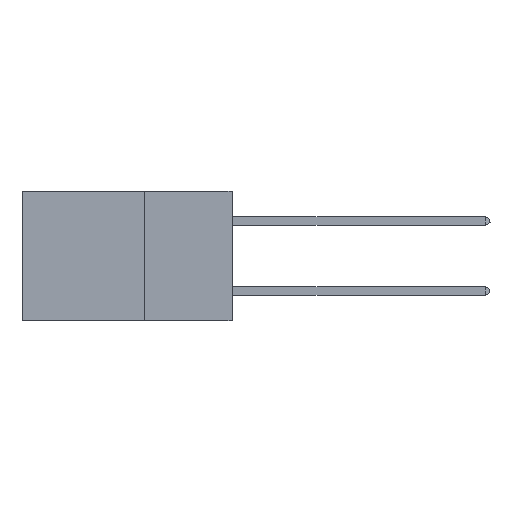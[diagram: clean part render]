
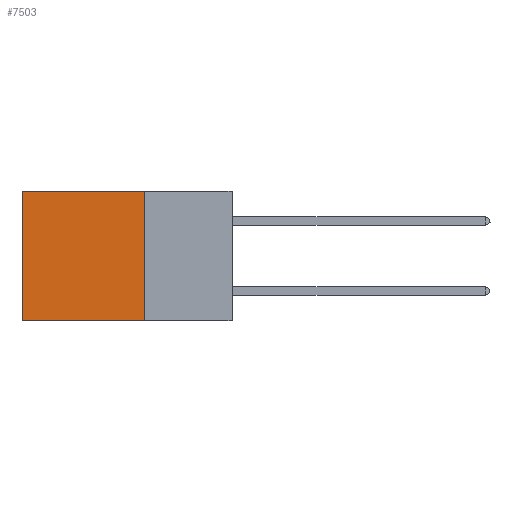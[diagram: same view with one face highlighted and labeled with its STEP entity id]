
A CAD part, left-side view. The second image highlights one B-rep face of the part: STEP entity #7503.
In plain terms, the highlighted planar face has unit normal (-1, 0, 0).
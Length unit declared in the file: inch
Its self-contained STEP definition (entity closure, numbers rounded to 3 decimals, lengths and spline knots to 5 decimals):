
#4590 = FACE_OUTER_BOUND ( 'NONE', #5900, .T. ) ;
#4862 = AXIS2_PLACEMENT_3D ( 'NONE', #18524, #12790, #5012 ) ;
#4986 = VECTOR ( 'NONE', #6149, 39.37008 ) ;
#5006 = CARTESIAN_POINT ( 'NONE',  ( 0.2875, 0.6, -0.37 ) ) ;
#5012 = DIRECTION ( 'NONE',  ( 0., 0., -1. ) ) ;
#5900 = EDGE_LOOP ( 'NONE', ( #19265, #34577, #32381, #14227 ) ) ;
#6149 = DIRECTION ( 'NONE',  ( 0., 0., -1. ) ) ;
#6404 = CARTESIAN_POINT ( 'NONE',  ( 0.2875, 0.25, -0.37 ) ) ;
#7503 = ADVANCED_FACE ( 'NONE', ( #4590 ), #29415, .F. ) ;
#7818 = VERTEX_POINT ( 'NONE', #6404 ) ;
#10527 = EDGE_CURVE ( 'NONE', #13682, #21022, #12366, .T. ) ;
#11483 = VECTOR ( 'NONE', #22593, 39.37008 ) ;
#12366 = LINE ( 'NONE', #17069, #11483 ) ;
#12614 = EDGE_CURVE ( 'NONE', #14533, #13682, #28038, .T. ) ;
#12790 = DIRECTION ( 'NONE',  ( 1., 0., 0. ) ) ;
#13682 = VERTEX_POINT ( 'NONE', #14678 ) ;
#14227 = ORIENTED_EDGE ( 'NONE', *, *, #12614, .T. ) ;
#14533 = VERTEX_POINT ( 'NONE', #19761 ) ;
#14678 = CARTESIAN_POINT ( 'NONE',  ( 0.2875, 0.6, 0. ) ) ;
#17069 = CARTESIAN_POINT ( 'NONE',  ( 0.2875, 0.6, 0. ) ) ;
#17780 = VECTOR ( 'NONE', #21361, 39.37008 ) ;
#18297 = EDGE_CURVE ( 'NONE', #7818, #21022, #35295, .T. ) ;
#18524 = CARTESIAN_POINT ( 'NONE',  ( 0.2875, 0.25, 0. ) ) ;
#19008 = CARTESIAN_POINT ( 'NONE',  ( 0.2875, 0.25, -0.37 ) ) ;
#19265 = ORIENTED_EDGE ( 'NONE', *, *, #10527, .T. ) ;
#19440 = VECTOR ( 'NONE', #33066, 39.37008 ) ;
#19761 = CARTESIAN_POINT ( 'NONE',  ( 0.2875, 0.25, 0. ) ) ;
#21022 = VERTEX_POINT ( 'NONE', #5006 ) ;
#21361 = DIRECTION ( 'NONE',  ( 0., 1., 0. ) ) ;
#22548 = CARTESIAN_POINT ( 'NONE',  ( 0.2875, 0.25, 0. ) ) ;
#22593 = DIRECTION ( 'NONE',  ( 0., 0., -1. ) ) ;
#24878 = EDGE_CURVE ( 'NONE', #14533, #7818, #28942, .T. ) ;
#28038 = LINE ( 'NONE', #35050, #17780 ) ;
#28942 = LINE ( 'NONE', #22548, #4986 ) ;
#29415 = PLANE ( 'NONE',  #4862 ) ;
#32381 = ORIENTED_EDGE ( 'NONE', *, *, #24878, .F. ) ;
#33066 = DIRECTION ( 'NONE',  ( 0., 1., 0. ) ) ;
#34577 = ORIENTED_EDGE ( 'NONE', *, *, #18297, .F. ) ;
#35050 = CARTESIAN_POINT ( 'NONE',  ( 0.2875, 0.25, 0. ) ) ;
#35295 = LINE ( 'NONE', #19008, #19440 ) ;
